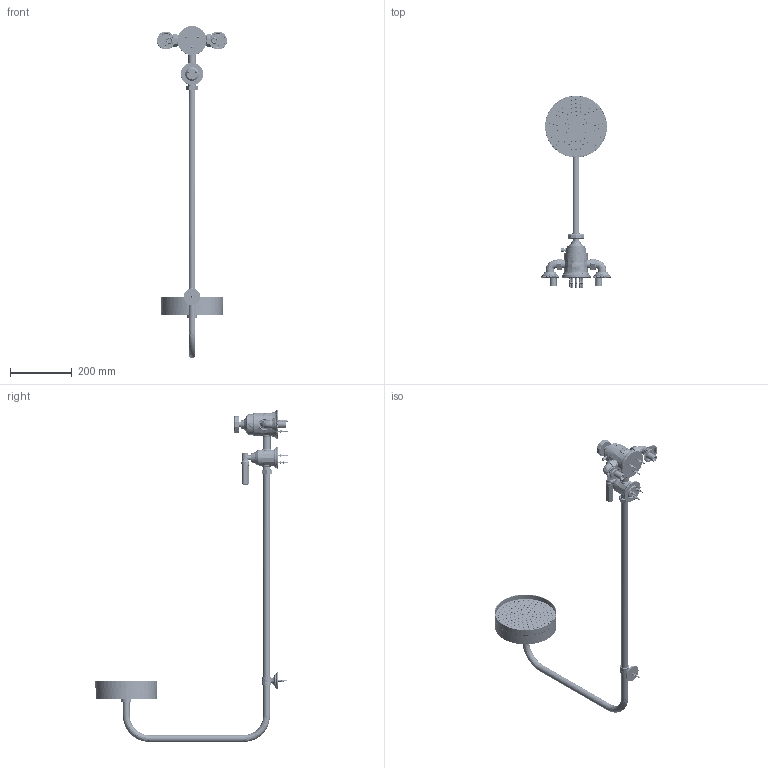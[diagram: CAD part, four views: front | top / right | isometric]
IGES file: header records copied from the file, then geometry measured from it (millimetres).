
Global section: file name: V6K7DL; native system: Autodesk Inventor 2014; preprocessor: unknown; author: adaniels; date: 20131128.083348; units: millimetre
Bounding box: 226.95 x 625.1 x 1074 mm (x, y, z)
Volume: 2231619.1 mm3; surface area: 662201.5 mm2
Topology: 117 solids, 121 shells, 6265 faces, 16553 edges, 10905 vertices
Faces by surface type: bspline 6265
